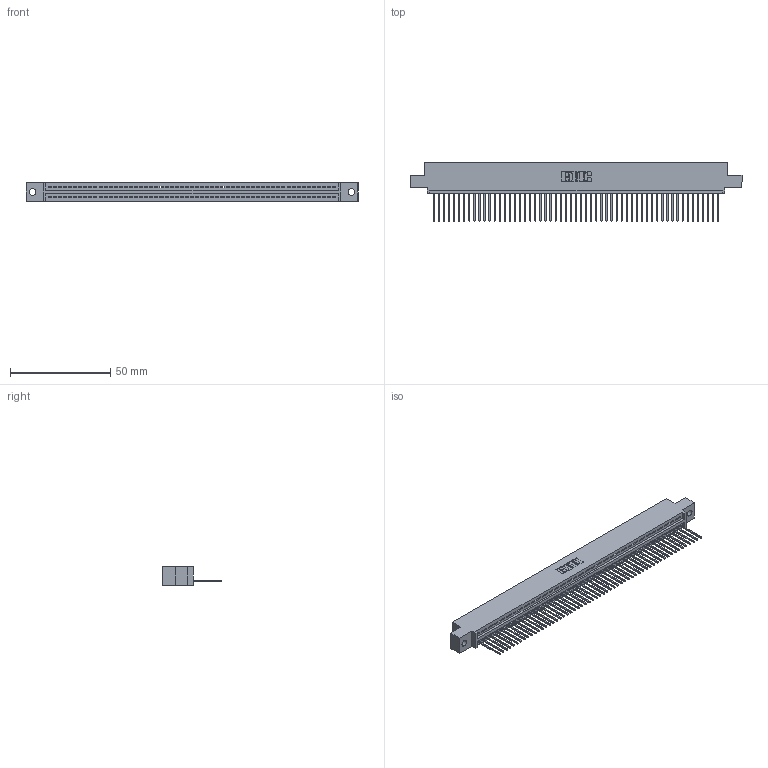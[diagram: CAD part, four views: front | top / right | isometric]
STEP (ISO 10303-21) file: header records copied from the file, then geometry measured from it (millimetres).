
FILE_DESCRIPTION (( 'STEP AP203' ), '1' );
FILE_NAME ('345-057-540-402.STEP', '2019-10-10T13:46:29', ( '' ), ( '' ), 'SwSTEP 2.0', 'SolidWorks 2016', '' );
FILE_SCHEMA (( 'CONFIG_CONTROL_DESIGN' ));
Length unit declared in the file: inch
Products named in the file (3): 345-292-001_345-293-140; 345-057-540-402; 345 Part_0.110 Offset - 0.128 Dia
Assembly tree (58 placements, depth 2):
  345-057-540-402
    345 Part_0.110 Offset - 0.128 Dia
    345-292-001_345-293-140  x57
Bounding box: 165.99 x 29.13 x 9.4 mm (x, y, z)
Volume: 15855.8 mm3; surface area: 21640.6 mm2
Topology: 58 solids, 58 shells, 3436 faces, 10385 edges, 6846 vertices
Faces by surface type: plane 2364, cylinder 1072
Entity records: 41033 total; most frequent: CARTESIAN_POINT 7115, ORIENTED_EDGE 7106, DIRECTION 6191, EDGE_CURVE 3553, VECTOR 3193, LINE 3193, VERTEX_POINT 2366, AXIS2_PLACEMENT_3D 1499
